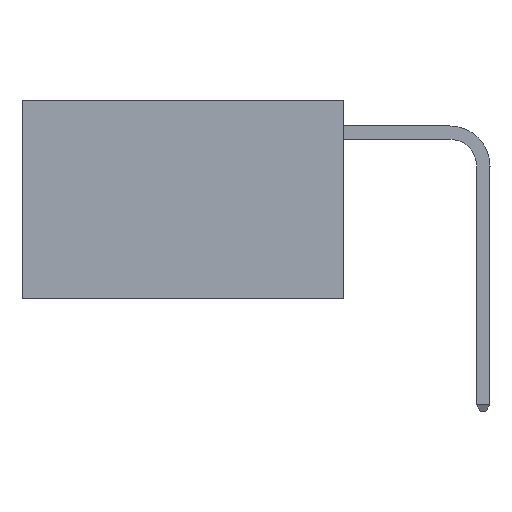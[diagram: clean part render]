
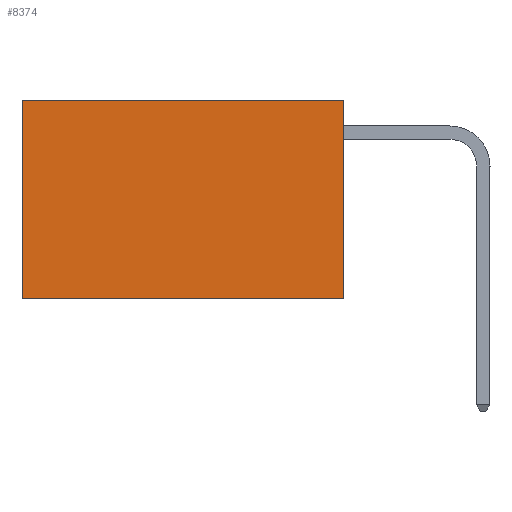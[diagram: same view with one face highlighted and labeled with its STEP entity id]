
A CAD part, left-side view. The second image highlights one B-rep face of the part: STEP entity #8374.
In plain terms, the highlighted planar face has unit normal (-1, 0, 0).
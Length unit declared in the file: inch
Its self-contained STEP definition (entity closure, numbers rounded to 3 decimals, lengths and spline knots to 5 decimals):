
#492 = CARTESIAN_POINT ( 'NONE',  ( 0.2625, 0., 0. ) ) ;
#556 = AXIS2_PLACEMENT_3D ( 'NONE', #5805, #7160, #16335 ) ;
#2106 = FACE_OUTER_BOUND ( 'NONE', #14514, .T. ) ;
#2599 = ORIENTED_EDGE ( 'NONE', *, *, #4454, .T. ) ;
#2797 = DIRECTION ( 'NONE',  ( 0., 0., -1. ) ) ;
#3286 = ORIENTED_EDGE ( 'NONE', *, *, #10757, .F. ) ;
#4439 = LINE ( 'NONE', #9522, #15011 ) ;
#4454 = EDGE_CURVE ( 'NONE', #12311, #13911, #5858, .T. ) ;
#4525 = CARTESIAN_POINT ( 'NONE',  ( 0.2625, 0., -0.37 ) ) ;
#4873 = VERTEX_POINT ( 'NONE', #15150 ) ;
#5805 = CARTESIAN_POINT ( 'NONE',  ( 0.2625, 0., 0. ) ) ;
#5858 = LINE ( 'NONE', #9015, #9413 ) ;
#5903 = DIRECTION ( 'NONE',  ( 0., 1., 0. ) ) ;
#7160 = DIRECTION ( 'NONE',  ( 1., 0., 0. ) ) ;
#7928 = VECTOR ( 'NONE', #5903, 39.37008 ) ;
#8374 = ADVANCED_FACE ( 'NONE', ( #2106 ), #13751, .F. ) ;
#8775 = LINE ( 'NONE', #492, #7928 ) ;
#9015 = CARTESIAN_POINT ( 'NONE',  ( 0.2625, 0.6, 0. ) ) ;
#9413 = VECTOR ( 'NONE', #16868, 39.37008 ) ;
#9522 = CARTESIAN_POINT ( 'NONE',  ( 0.2625, 0., 0. ) ) ;
#9602 = EDGE_CURVE ( 'NONE', #4873, #13911, #16229, .T. ) ;
#10757 = EDGE_CURVE ( 'NONE', #16707, #4873, #4439, .T. ) ;
#11630 = CARTESIAN_POINT ( 'NONE',  ( 0.2625, 0., 0. ) ) ;
#12196 = CARTESIAN_POINT ( 'NONE',  ( 0.2625, 0.6, 0. ) ) ;
#12311 = VERTEX_POINT ( 'NONE', #12196 ) ;
#12546 = DIRECTION ( 'NONE',  ( 0., 1., 0. ) ) ;
#12781 = ORIENTED_EDGE ( 'NONE', *, *, #9602, .F. ) ;
#12902 = ORIENTED_EDGE ( 'NONE', *, *, #12979, .T. ) ;
#12979 = EDGE_CURVE ( 'NONE', #16707, #12311, #8775, .T. ) ;
#13751 = PLANE ( 'NONE',  #556 ) ;
#13911 = VERTEX_POINT ( 'NONE', #14320 ) ;
#14320 = CARTESIAN_POINT ( 'NONE',  ( 0.2625, 0.6, -0.37 ) ) ;
#14514 = EDGE_LOOP ( 'NONE', ( #2599, #12781, #3286, #12902 ) ) ;
#15011 = VECTOR ( 'NONE', #2797, 39.37008 ) ;
#15150 = CARTESIAN_POINT ( 'NONE',  ( 0.2625, 0., -0.37 ) ) ;
#15816 = VECTOR ( 'NONE', #12546, 39.37008 ) ;
#16229 = LINE ( 'NONE', #4525, #15816 ) ;
#16335 = DIRECTION ( 'NONE',  ( 0., 0., -1. ) ) ;
#16707 = VERTEX_POINT ( 'NONE', #11630 ) ;
#16868 = DIRECTION ( 'NONE',  ( 0., 0., -1. ) ) ;
